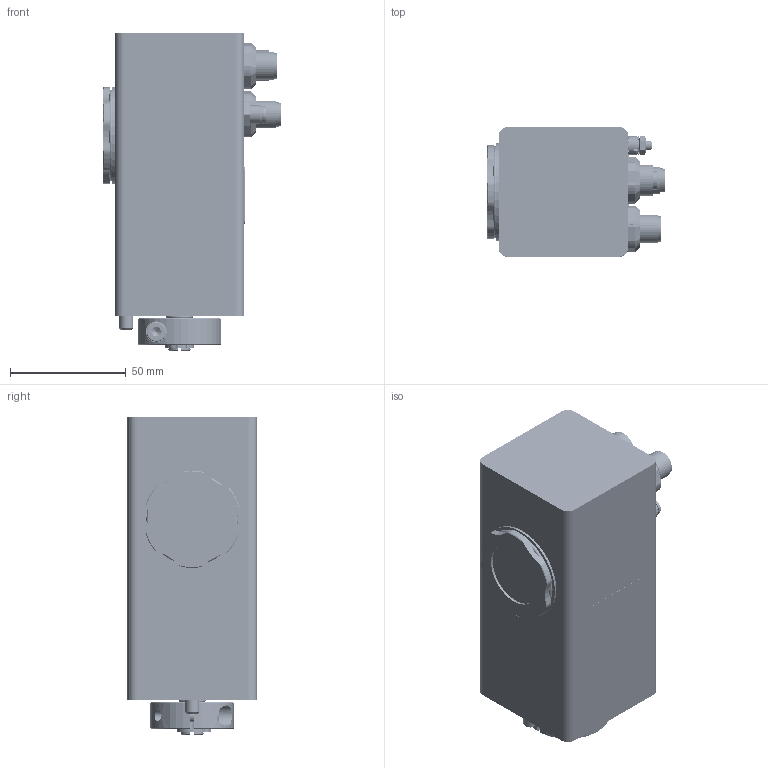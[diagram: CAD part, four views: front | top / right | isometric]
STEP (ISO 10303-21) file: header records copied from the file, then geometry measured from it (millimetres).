
FILE_DESCRIPTION(/* description */ ('Grundgestell PSS31x-8'),/* implementation_level */ '2;1');
FILE_NAME(/* name */ 'PSS31x-8.stp',/* time_stamp */ '2015-09-15T13:55:28+02:00',/* author */ ('nwolf'),/* organization */ (''),/* preprocessor_version */ 'ST-DEVELOPER v15.6',/* originating_system */ 'Autodesk Inventor 2015',/* authorisation */ '');
FILE_SCHEMA (('AUTOMOTIVE_DESIGN { 1 0 10303 214 3 1 1 }'));
Products named in the file (95): 1020.006163M; 1110.002584M; 1110.002814M; ENG-003891; 1030.012514M; 1110.003194M; DIN 912 - M3 x 0,5 x 8 x 6,75; 1200.007344MA; 1290.002454M; DIN 912 - M5 x 0,8 x 12 x 10; 10x1; DIN 3771 - 8 x 1,8 - N - NBR 70(1); DIN 625 SKF - SKF 624-2Z; DIN 625 SKF - SKF 623-2Z; 2210.000139M; 1200.000309M; DIN 913 - M3 x 3; 1230.007104M; 1110.003124M; 1200.003109M; 1300.029714M; 1300.028264M; 1300.028454M; 1200.000599M; 1300.029734M; 1230.003094M; 3000.005779M; 1300.009954M; 1300.009944M; DIN 912 - M3 x 0,5 x 6 x 4,75; 1030.011894MD; 1110.003114MC; 1110.003074MA; 1110.003204MB; 1000.012303ME; 1020.003704MA; 1200.006679M; 1300.028464MA; 1230.006954MA; 1230.006964M ...
Assembly tree (130 placements, depth 5):
  7300.012833M
    1020.006163M
    1110.002584M
    1110.002814M  x2
    ENG-003891
    1030.012514M
    1110.003194M
    DIN 912 - M3 x 0,5 x 8 x 6,75  x4
    1200.007344MA
    1290.002454M
    DIN 912 - M5 x 0,8 x 12 x 10
    10x1
    DIN 3771 - 8 x 1,8 - N - NBR 70(1)
    DIN 625 SKF - SKF 624-2Z  x4
    DIN 625 SKF - SKF 623-2Z  x2
    2210.000139M
    1200.000309M
    DIN 913 - M3 x 3  x2
    1230.007104M
    1110.003124M  x2
    1200.003109M
    1300.029714M
    1300.028264M
    1300.028454M
    1200.000599M
    1300.029734M
    1230.003094M
    3000.005779M
    1300.009954M
    1300.009944M
    DIN 912 - M3 x 0,5 x 6 x 4,75  x2
    1030.011894MD
    1110.003114MC  x2
    1110.003074MA
    1110.003204MB
    9010.010464M
      9010.010444M
        1000.012303ME
        1020.003704MA
        1200.006679M  x7
        1300.028464MA  x6
        1230.006954MA  x2
        1230.006964M  x2
        2600.000379M
        1300.028984M  x4
          ENG-000581
          ENG-000579
          ENG-000580
        1300.028484M  x3
      9010.010494M
        1300.029424M
        1200.000349M
        1290.002734MB
        2390.000049M
      9100.005866
      DIN 84 - M2 x 6
    1190.000694M
    1020.006174M
    1290.003944M
    1510.000849M
Bounding box: 76.8 x 56.3 x 137 mm (x, y, z)
Volume: 137622.4 mm3; surface area: 158167.8 mm2
Topology: 169 solids, 169 shells, 3593 faces, 8814 edges, 5738 vertices
Faces by surface type: plane 2025, cylinder 913, bspline 204, cone 195, torus 172, sphere 84
Full cylindrical faces by diameter (mm): 0.6 x4, 0.75 x5, 1 x33, 1.5 x2, 1.567 x4, 1.6 x10, 1.729 x1, 1.783 x1, 1.97 x14, 2 x33, 2.05 x1, 2.1 x4, 2.2 x7, 2.459 x6, 2.5 x4, 2.621 x11, 2.96 x2, 2.97 x1, 3 x24, 3.1 x14, 3.2 x1, 3.242 x2, 3.4 x2, 3.5 x2, 3.8 x4, 3.96 x2, 3.98 x1, 4 x50, 4.05 x1, 4.1 x1
Entity records: 91385 total; most frequent: CARTESIAN_POINT 20159, DIRECTION 14198, ORIENTED_EDGE 13402, EDGE_CURVE 6689, AXIS2_PLACEMENT_3D 5076, VERTEX_POINT 4687, LINE 4046, VECTOR 4046
